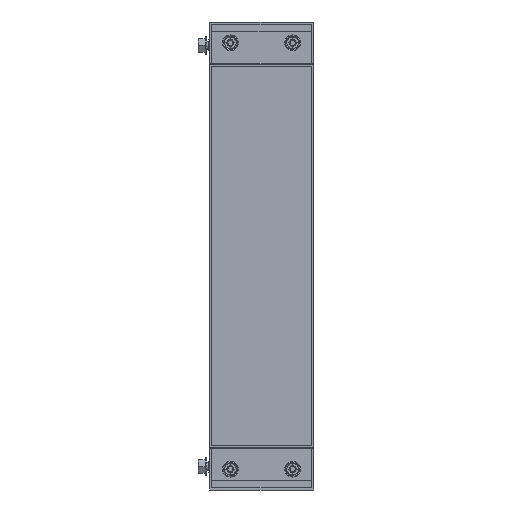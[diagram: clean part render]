
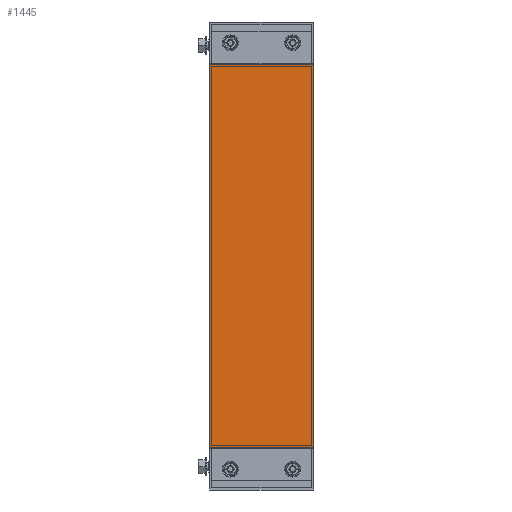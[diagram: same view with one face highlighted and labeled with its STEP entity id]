
A CAD part, left-side view. The second image highlights one B-rep face of the part: STEP entity #1445.
In plain terms, the highlighted planar face has unit normal (-1, 0, 0).
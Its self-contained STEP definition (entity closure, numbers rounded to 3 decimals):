
#249 = VECTOR ( 'NONE', #8378, 1000. ) ;
#555 = VECTOR ( 'NONE', #1029, 1000. ) ;
#865 = CARTESIAN_POINT ( 'NONE',  ( 0., 0., 65.4 ) ) ;
#1029 = DIRECTION ( 'NONE',  ( 0., 0., -1. ) ) ;
#1039 = ORIENTED_EDGE ( 'NONE', *, *, #2999, .T. ) ;
#1040 = EDGE_CURVE ( 'NONE', #2391, #3242, #4167, .T. ) ;
#1373 = EDGE_CURVE ( 'NONE', #5077, #6095, #8433, .T. ) ;
#1445 = ADVANCED_FACE ( 'NONE', ( #5503 ), #7767, .T. ) ;
#2211 = CARTESIAN_POINT ( 'NONE',  ( 0., -100., 65.4 ) ) ;
#2391 = VERTEX_POINT ( 'NONE', #9218 ) ;
#2559 = ORIENTED_EDGE ( 'NONE', *, *, #1373, .T. ) ;
#2838 = DIRECTION ( 'NONE',  ( 0., 1., 0. ) ) ;
#2999 = EDGE_CURVE ( 'NONE', #3242, #5077, #7102, .T. ) ;
#3088 = CARTESIAN_POINT ( 'NONE',  ( 0., -100., 65.4 ) ) ;
#3242 = VERTEX_POINT ( 'NONE', #8923 ) ;
#3273 = DIRECTION ( 'NONE',  ( -1., 0., 0. ) ) ;
#3298 = EDGE_CURVE ( 'NONE', #6095, #2391, #9773, .T. ) ;
#3414 = CARTESIAN_POINT ( 'NONE',  ( 0., 0., 65.4 ) ) ;
#3851 = EDGE_LOOP ( 'NONE', ( #1039, #2559, #8235, #8051 ) ) ;
#4167 = LINE ( 'NONE', #3414, #555 ) ;
#5077 = VERTEX_POINT ( 'NONE', #3088 ) ;
#5503 = FACE_OUTER_BOUND ( 'NONE', #3851, .T. ) ;
#5863 = AXIS2_PLACEMENT_3D ( 'NONE', #7716, #3273, #8639 ) ;
#5951 = VECTOR ( 'NONE', #6993, 1000. ) ;
#6095 = VERTEX_POINT ( 'NONE', #7804 ) ;
#6689 = CARTESIAN_POINT ( 'NONE',  ( 0., 0., 434.6 ) ) ;
#6993 = DIRECTION ( 'NONE',  ( 0., -1., 0. ) ) ;
#7102 = LINE ( 'NONE', #865, #5951 ) ;
#7716 = CARTESIAN_POINT ( 'NONE',  ( 0., 0., 0. ) ) ;
#7767 = PLANE ( 'NONE',  #5863 ) ;
#7804 = CARTESIAN_POINT ( 'NONE',  ( 0., -100., 434.6 ) ) ;
#8051 = ORIENTED_EDGE ( 'NONE', *, *, #1040, .T. ) ;
#8235 = ORIENTED_EDGE ( 'NONE', *, *, #3298, .T. ) ;
#8378 = DIRECTION ( 'NONE',  ( 0., 0., 1. ) ) ;
#8433 = LINE ( 'NONE', #2211, #249 ) ;
#8639 = DIRECTION ( 'NONE',  ( 0., 0., 1. ) ) ;
#8923 = CARTESIAN_POINT ( 'NONE',  ( 0., 0., 65.4 ) ) ;
#8980 = VECTOR ( 'NONE', #2838, 1000. ) ;
#9218 = CARTESIAN_POINT ( 'NONE',  ( 0., 0., 434.6 ) ) ;
#9773 = LINE ( 'NONE', #6689, #8980 ) ;
